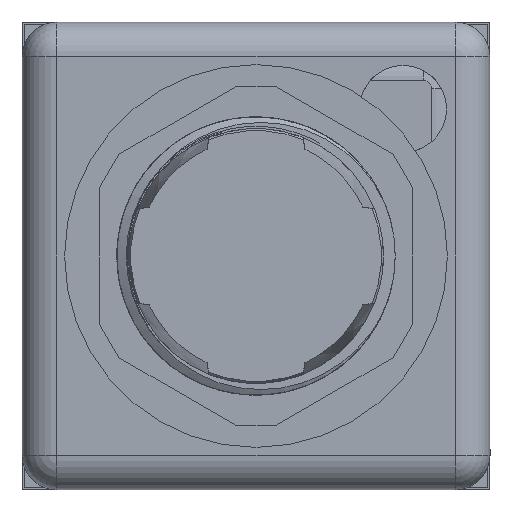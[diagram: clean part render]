
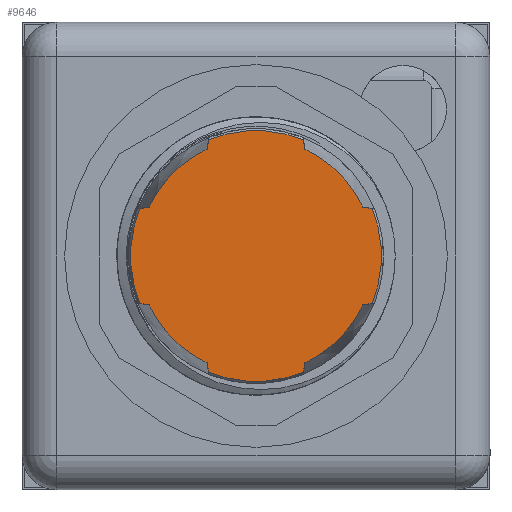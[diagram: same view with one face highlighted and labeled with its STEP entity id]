
A CAD part, front view. The second image highlights one B-rep face of the part: STEP entity #9646.
In plain terms, the highlighted planar face has unit normal (0, -1, 0).
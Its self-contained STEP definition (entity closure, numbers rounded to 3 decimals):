
#415=PLANE('',#10362);
#791=FACE_OUTER_BOUND('',#1380,.T.);
#1380=EDGE_LOOP('',(#7057,#7058,#7059,#7060,#7061,#7062,#7063,#7064,#7065,
#7066,#7067,#7068,#7069,#7070,#7071,#7072));
#2089=CIRCLE('',#10363,7.21);
#2090=CIRCLE('',#10364,6.75);
#2091=CIRCLE('',#10365,7.21);
#2092=CIRCLE('',#10366,6.75);
#2093=CIRCLE('',#10367,7.21);
#2094=CIRCLE('',#10368,6.75);
#2095=CIRCLE('',#10369,7.21);
#2096=CIRCLE('',#10370,6.75);
#2656=LINE('',#15346,#3455);
#2657=LINE('',#15350,#3456);
#2658=LINE('',#15354,#3457);
#2659=LINE('',#15358,#3458);
#2660=LINE('',#15362,#3459);
#2661=LINE('',#15366,#3460);
#2662=LINE('',#15370,#3461);
#2663=LINE('',#15374,#3462);
#3455=VECTOR('',#11845,10.);
#3456=VECTOR('',#11848,10.);
#3457=VECTOR('',#11851,10.);
#3458=VECTOR('',#11854,10.);
#3459=VECTOR('',#11857,10.);
#3460=VECTOR('',#11860,10.);
#3461=VECTOR('',#11863,10.);
#3462=VECTOR('',#11866,10.);
#4285=VERTEX_POINT('',#15344);
#4286=VERTEX_POINT('',#15345);
#4287=VERTEX_POINT('',#15347);
#4288=VERTEX_POINT('',#15349);
#4289=VERTEX_POINT('',#15351);
#4290=VERTEX_POINT('',#15353);
#4291=VERTEX_POINT('',#15355);
#4292=VERTEX_POINT('',#15357);
#4293=VERTEX_POINT('',#15359);
#4294=VERTEX_POINT('',#15361);
#4295=VERTEX_POINT('',#15363);
#4296=VERTEX_POINT('',#15365);
#4297=VERTEX_POINT('',#15367);
#4298=VERTEX_POINT('',#15369);
#4299=VERTEX_POINT('',#15371);
#4300=VERTEX_POINT('',#15373);
#5344=EDGE_CURVE('',#4285,#4286,#2656,.T.);
#5345=EDGE_CURVE('',#4287,#4286,#2089,.T.);
#5346=EDGE_CURVE('',#4287,#4288,#2657,.T.);
#5347=EDGE_CURVE('',#4288,#4289,#2090,.T.);
#5348=EDGE_CURVE('',#4289,#4290,#2658,.T.);
#5349=EDGE_CURVE('',#4291,#4290,#2091,.T.);
#5350=EDGE_CURVE('',#4291,#4292,#2659,.T.);
#5351=EDGE_CURVE('',#4292,#4293,#2092,.T.);
#5352=EDGE_CURVE('',#4293,#4294,#2660,.T.);
#5353=EDGE_CURVE('',#4295,#4294,#2093,.T.);
#5354=EDGE_CURVE('',#4295,#4296,#2661,.T.);
#5355=EDGE_CURVE('',#4296,#4297,#2094,.T.);
#5356=EDGE_CURVE('',#4297,#4298,#2662,.T.);
#5357=EDGE_CURVE('',#4299,#4298,#2095,.T.);
#5358=EDGE_CURVE('',#4299,#4300,#2663,.T.);
#5359=EDGE_CURVE('',#4300,#4285,#2096,.T.);
#7057=ORIENTED_EDGE('',*,*,#5344,.T.);
#7058=ORIENTED_EDGE('',*,*,#5345,.F.);
#7059=ORIENTED_EDGE('',*,*,#5346,.T.);
#7060=ORIENTED_EDGE('',*,*,#5347,.T.);
#7061=ORIENTED_EDGE('',*,*,#5348,.T.);
#7062=ORIENTED_EDGE('',*,*,#5349,.F.);
#7063=ORIENTED_EDGE('',*,*,#5350,.T.);
#7064=ORIENTED_EDGE('',*,*,#5351,.T.);
#7065=ORIENTED_EDGE('',*,*,#5352,.T.);
#7066=ORIENTED_EDGE('',*,*,#5353,.F.);
#7067=ORIENTED_EDGE('',*,*,#5354,.T.);
#7068=ORIENTED_EDGE('',*,*,#5355,.T.);
#7069=ORIENTED_EDGE('',*,*,#5356,.T.);
#7070=ORIENTED_EDGE('',*,*,#5357,.F.);
#7071=ORIENTED_EDGE('',*,*,#5358,.T.);
#7072=ORIENTED_EDGE('',*,*,#5359,.T.);
#9646=ADVANCED_FACE('',(#791),#415,.T.);
#10362=AXIS2_PLACEMENT_3D('',#15343,#11843,#11844);
#10363=AXIS2_PLACEMENT_3D('',#15348,#11846,#11847);
#10364=AXIS2_PLACEMENT_3D('',#15352,#11849,#11850);
#10365=AXIS2_PLACEMENT_3D('',#15356,#11852,#11853);
#10366=AXIS2_PLACEMENT_3D('',#15360,#11855,#11856);
#10367=AXIS2_PLACEMENT_3D('',#15364,#11858,#11859);
#10368=AXIS2_PLACEMENT_3D('',#15368,#11861,#11862);
#10369=AXIS2_PLACEMENT_3D('',#15372,#11864,#11865);
#10370=AXIS2_PLACEMENT_3D('',#15375,#11867,#11868);
#11843=DIRECTION('center_axis',(0.,-1.,0.));
#11844=DIRECTION('ref_axis',(0.,0.,-1.));
#11845=DIRECTION('',(0.158,0.,-0.987));
#11846=DIRECTION('center_axis',(0.,1.,0.));
#11847=DIRECTION('ref_axis',(1.,0.,0.));
#11848=DIRECTION('',(0.158,0.,0.987));
#11849=DIRECTION('center_axis',(0.,-1.,0.));
#11850=DIRECTION('ref_axis',(-0.417,0.,0.909));
#11851=DIRECTION('',(0.987,0.,0.158));
#11852=DIRECTION('center_axis',(0.,1.,0.));
#11853=DIRECTION('ref_axis',(1.,0.,0.));
#11854=DIRECTION('',(-0.987,0.,0.158));
#11855=DIRECTION('center_axis',(0.,-1.,0.));
#11856=DIRECTION('ref_axis',(-0.909,0.,-0.417));
#11857=DIRECTION('',(-0.158,0.,0.987));
#11858=DIRECTION('center_axis',(0.,1.,0.));
#11859=DIRECTION('ref_axis',(1.,0.,0.));
#11860=DIRECTION('',(-0.158,0.,-0.987));
#11861=DIRECTION('center_axis',(0.,-1.,0.));
#11862=DIRECTION('ref_axis',(0.417,0.,-0.909));
#11863=DIRECTION('',(-0.987,0.,-0.158));
#11864=DIRECTION('center_axis',(0.,1.,0.));
#11865=DIRECTION('ref_axis',(1.,0.,0.));
#11866=DIRECTION('',(0.987,0.,-0.158));
#11867=DIRECTION('center_axis',(0.,-1.,0.));
#11868=DIRECTION('ref_axis',(0.909,0.,0.417));
#15343=CARTESIAN_POINT('Origin',(15.132,-15.728,0.));
#15344=CARTESIAN_POINT('',(19.256,-15.728,-6.136));
#15345=CARTESIAN_POINT('',(19.343,-15.728,-6.674));
#15346=CARTESIAN_POINT('',(18.779,-15.728,-3.158));
#15347=CARTESIAN_POINT('',(24.797,-15.728,-6.674));
#15348=CARTESIAN_POINT('Origin',(22.07,-15.728,0.));
#15349=CARTESIAN_POINT('',(24.883,-15.728,-6.136));
#15350=CARTESIAN_POINT('',(25.241,-15.728,-3.907));
#15351=CARTESIAN_POINT('',(28.205,-15.728,-2.813));
#15352=CARTESIAN_POINT('Origin',(22.07,-15.728,0.));
#15353=CARTESIAN_POINT('',(28.744,-15.728,-2.727));
#15354=CARTESIAN_POINT('',(22.388,-15.728,-3.747));
#15355=CARTESIAN_POINT('',(28.744,-15.728,2.727));
#15356=CARTESIAN_POINT('Origin',(22.07,-15.728,0.));
#15357=CARTESIAN_POINT('',(28.205,-15.728,2.813));
#15358=CARTESIAN_POINT('',(22.053,-15.728,3.8));
#15359=CARTESIAN_POINT('',(24.883,-15.728,6.136));
#15360=CARTESIAN_POINT('Origin',(22.07,-15.728,0.));
#15361=CARTESIAN_POINT('',(24.797,-15.728,6.674));
#15362=CARTESIAN_POINT('',(25.187,-15.728,4.243));
#15363=CARTESIAN_POINT('',(19.343,-15.728,6.674));
#15364=CARTESIAN_POINT('Origin',(22.07,-15.728,0.));
#15365=CARTESIAN_POINT('',(19.256,-15.728,6.136));
#15366=CARTESIAN_POINT('',(18.725,-15.728,2.822));
#15367=CARTESIAN_POINT('',(15.934,-15.728,2.813));
#15368=CARTESIAN_POINT('Origin',(22.07,-15.728,0.));
#15369=CARTESIAN_POINT('',(15.396,-15.728,2.727));
#15370=CARTESIAN_POINT('',(14.988,-15.728,2.662));
#15371=CARTESIAN_POINT('',(15.396,-15.728,-2.727));
#15372=CARTESIAN_POINT('Origin',(22.07,-15.728,0.));
#15373=CARTESIAN_POINT('',(15.934,-15.728,-2.813));
#15374=CARTESIAN_POINT('',(15.323,-15.728,-2.715));
#15375=CARTESIAN_POINT('Origin',(22.07,-15.728,0.));
